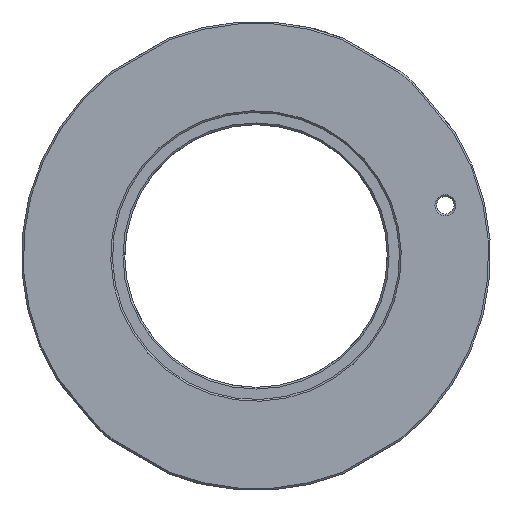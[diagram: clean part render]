
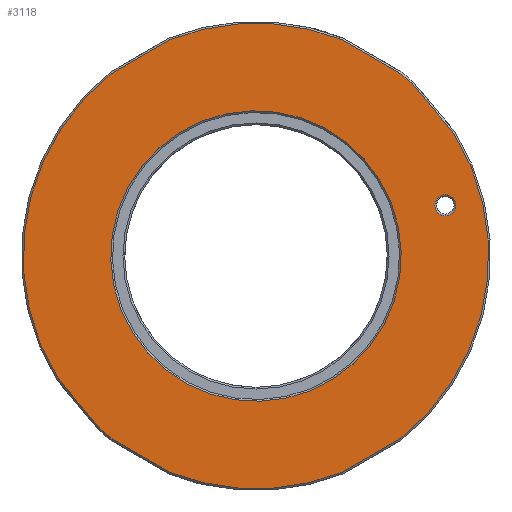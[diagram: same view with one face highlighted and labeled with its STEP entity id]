
A CAD part, front view. The second image highlights one B-rep face of the part: STEP entity #3118.
In plain terms, the highlighted planar face has unit normal (0, -1, 0).
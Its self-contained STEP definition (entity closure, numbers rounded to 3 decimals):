
#134=LINE('',#4677,#264);
#135=LINE('',#4681,#265);
#136=LINE('',#4685,#266);
#137=LINE('',#4689,#267);
#138=LINE('',#4693,#268);
#139=LINE('',#4697,#269);
#264=VECTOR('',#3815,10.);
#265=VECTOR('',#3818,10.);
#266=VECTOR('',#3821,10.);
#267=VECTOR('',#3824,10.);
#268=VECTOR('',#3827,10.);
#269=VECTOR('',#3830,10.);
#437=PLANE('',#3365);
#561=FACE_BOUND('',#910,.T.);
#562=FACE_BOUND('',#911,.T.);
#671=FACE_OUTER_BOUND('',#909,.T.);
#909=EDGE_LOOP('',(#2074,#2075,#2076,#2077,#2078,#2079,#2080,#2081,#2082,
#2083,#2084,#2085));
#910=EDGE_LOOP('',(#2086));
#911=EDGE_LOOP('',(#2087));
#1192=CIRCLE('',#3362,3.);
#1194=CIRCLE('',#3366,66.5);
#1195=CIRCLE('',#3367,66.5);
#1196=CIRCLE('',#3368,66.5);
#1197=CIRCLE('',#3369,66.5);
#1198=CIRCLE('',#3370,66.5);
#1199=CIRCLE('',#3371,66.5);
#1200=CIRCLE('',#3372,41.5);
#1353=VERTEX_POINT('',#4669);
#1355=VERTEX_POINT('',#4675);
#1356=VERTEX_POINT('',#4676);
#1357=VERTEX_POINT('',#4678);
#1358=VERTEX_POINT('',#4680);
#1359=VERTEX_POINT('',#4682);
#1360=VERTEX_POINT('',#4684);
#1361=VERTEX_POINT('',#4686);
#1362=VERTEX_POINT('',#4688);
#1363=VERTEX_POINT('',#4690);
#1364=VERTEX_POINT('',#4692);
#1365=VERTEX_POINT('',#4694);
#1366=VERTEX_POINT('',#4696);
#1367=VERTEX_POINT('',#4699);
#1642=EDGE_CURVE('',#1353,#1353,#1192,.T.);
#1644=EDGE_CURVE('',#1355,#1356,#134,.T.);
#1645=EDGE_CURVE('',#1357,#1355,#1194,.T.);
#1646=EDGE_CURVE('',#1358,#1357,#135,.T.);
#1647=EDGE_CURVE('',#1359,#1358,#1195,.T.);
#1648=EDGE_CURVE('',#1360,#1359,#136,.T.);
#1649=EDGE_CURVE('',#1361,#1360,#1196,.T.);
#1650=EDGE_CURVE('',#1362,#1361,#137,.T.);
#1651=EDGE_CURVE('',#1363,#1362,#1197,.T.);
#1652=EDGE_CURVE('',#1364,#1363,#138,.T.);
#1653=EDGE_CURVE('',#1365,#1364,#1198,.T.);
#1654=EDGE_CURVE('',#1366,#1365,#139,.T.);
#1655=EDGE_CURVE('',#1356,#1366,#1199,.T.);
#1656=EDGE_CURVE('',#1367,#1367,#1200,.T.);
#2074=ORIENTED_EDGE('',*,*,#1644,.F.);
#2075=ORIENTED_EDGE('',*,*,#1645,.F.);
#2076=ORIENTED_EDGE('',*,*,#1646,.F.);
#2077=ORIENTED_EDGE('',*,*,#1647,.F.);
#2078=ORIENTED_EDGE('',*,*,#1648,.F.);
#2079=ORIENTED_EDGE('',*,*,#1649,.F.);
#2080=ORIENTED_EDGE('',*,*,#1650,.F.);
#2081=ORIENTED_EDGE('',*,*,#1651,.F.);
#2082=ORIENTED_EDGE('',*,*,#1652,.F.);
#2083=ORIENTED_EDGE('',*,*,#1653,.F.);
#2084=ORIENTED_EDGE('',*,*,#1654,.F.);
#2085=ORIENTED_EDGE('',*,*,#1655,.F.);
#2086=ORIENTED_EDGE('',*,*,#1656,.F.);
#2087=ORIENTED_EDGE('',*,*,#1642,.F.);
#3118=ADVANCED_FACE('',(#671,#561,#562),#437,.F.);
#3362=AXIS2_PLACEMENT_3D('',#4670,#3807,#3808);
#3365=AXIS2_PLACEMENT_3D('',#4674,#3813,#3814);
#3366=AXIS2_PLACEMENT_3D('',#4679,#3816,#3817);
#3367=AXIS2_PLACEMENT_3D('',#4683,#3819,#3820);
#3368=AXIS2_PLACEMENT_3D('',#4687,#3822,#3823);
#3369=AXIS2_PLACEMENT_3D('',#4691,#3825,#3826);
#3370=AXIS2_PLACEMENT_3D('',#4695,#3828,#3829);
#3371=AXIS2_PLACEMENT_3D('',#4698,#3831,#3832);
#3372=AXIS2_PLACEMENT_3D('',#4700,#3833,#3834);
#3807=DIRECTION('center_axis',(0.,-1.,0.));
#3808=DIRECTION('ref_axis',(1.,0.,0.));
#3813=DIRECTION('center_axis',(0.,1.,0.));
#3814=DIRECTION('ref_axis',(0.,0.,1.));
#3815=DIRECTION('',(-0.643,0.,0.766));
#3816=DIRECTION('center_axis',(0.,1.,0.));
#3817=DIRECTION('ref_axis',(-0.99,0.,0.141));
#3818=DIRECTION('',(-0.866,0.,0.5));
#3819=DIRECTION('center_axis',(0.,1.,0.));
#3820=DIRECTION('ref_axis',(0.99,0.,-0.141));
#3821=DIRECTION('',(-0.866,0.,-0.5));
#3822=DIRECTION('center_axis',(0.,1.,0.));
#3823=DIRECTION('ref_axis',(0.99,0.,-0.141));
#3824=DIRECTION('',(0.643,0.,-0.766));
#3825=DIRECTION('center_axis',(0.,1.,0.));
#3826=DIRECTION('ref_axis',(0.99,0.,-0.141));
#3827=DIRECTION('',(0.866,0.,-0.5));
#3828=DIRECTION('center_axis',(0.,1.,0.));
#3829=DIRECTION('ref_axis',(-0.99,0.,0.141));
#3830=DIRECTION('',(0.866,0.,0.5));
#3831=DIRECTION('center_axis',(0.,1.,0.));
#3832=DIRECTION('ref_axis',(-0.99,0.,0.141));
#3833=DIRECTION('center_axis',(0.,-1.,0.));
#3834=DIRECTION('ref_axis',(-0.99,0.,0.141));
#4669=CARTESIAN_POINT('',(51.092,-23.005,14.494));
#4670=CARTESIAN_POINT('Origin',(54.092,-23.005,14.494));
#4674=CARTESIAN_POINT('Origin',(-66.,-23.005,0.));
#4675=CARTESIAN_POINT('',(-44.34,-23.005,-49.56));
#4676=CARTESIAN_POINT('',(-56.507,-23.005,-35.06));
#4677=CARTESIAN_POINT('',(-67.111,-23.005,-22.422));
#4678=CARTESIAN_POINT('',(-41.108,-23.005,-52.272));
#4679=CARTESIAN_POINT('Origin',(0.,-23.005,
0.));
#4680=CARTESIAN_POINT('',(-24.715,-23.005,-61.737));
#4681=CARTESIAN_POINT('',(-61.775,-23.005,-40.34));
#4682=CARTESIAN_POINT('',(24.715,-23.005,-61.737));
#4683=CARTESIAN_POINT('Origin',(0.,-23.005,
0.));
#4684=CARTESIAN_POINT('',(41.108,-23.005,-52.272));
#4685=CARTESIAN_POINT('',(4.048,-23.005,-73.669));
#4686=CARTESIAN_POINT('',(56.507,-23.005,35.06));
#4687=CARTESIAN_POINT('Origin',(0.,-23.005,
0.));
#4688=CARTESIAN_POINT('',(44.34,-23.005,49.56));
#4689=CARTESIAN_POINT('',(39.842,-23.005,54.921));
#4690=CARTESIAN_POINT('',(41.108,-23.005,52.272));
#4691=CARTESIAN_POINT('Origin',(0.,-23.005,
0.));
#4692=CARTESIAN_POINT('',(24.715,-23.005,61.737));
#4693=CARTESIAN_POINT('',(12.275,-23.005,68.919));
#4694=CARTESIAN_POINT('',(-24.715,-23.005,61.737));
#4695=CARTESIAN_POINT('Origin',(0.,-23.005,
0.));
#4696=CARTESIAN_POINT('',(-41.108,-23.005,52.272));
#4697=CARTESIAN_POINT('',(-53.548,-23.005,45.09));
#4698=CARTESIAN_POINT('Origin',(0.,-23.005,
0.));
#4699=CARTESIAN_POINT('',(41.085,-23.005,-5.852));
#4700=CARTESIAN_POINT('Origin',(0.,-23.005,
0.));
